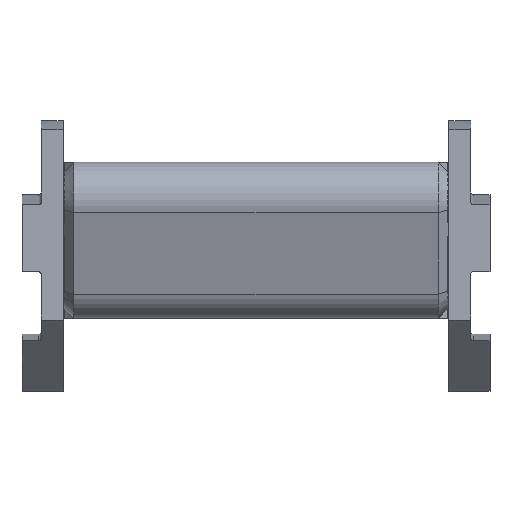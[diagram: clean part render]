
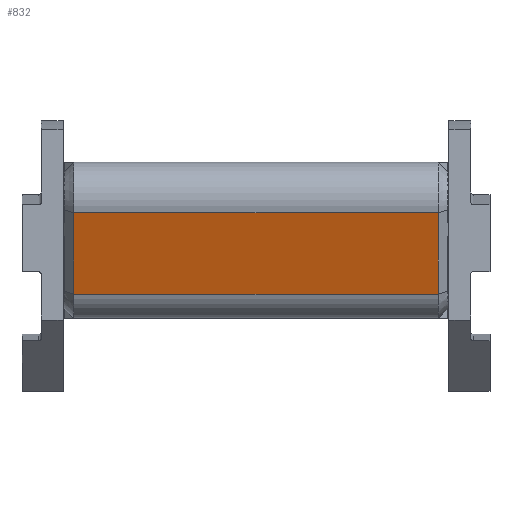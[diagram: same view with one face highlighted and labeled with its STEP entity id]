
A CAD part, front view. The second image highlights one B-rep face of the part: STEP entity #832.
In plain terms, the highlighted planar face has unit normal (0, -0.956, -0.292).
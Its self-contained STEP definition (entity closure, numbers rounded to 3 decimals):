
#832=ADVANCED_FACE('',(#998),#916,.F.);
#916=PLANE('',#2933);
#998=FACE_OUTER_BOUND('',#1134,.T.);
#1134=EDGE_LOOP('',(#1535,#1536,#1537,#1538));
#1535=ORIENTED_EDGE('',*,*,#2076,.F.);
#1536=ORIENTED_EDGE('',*,*,#2077,.T.);
#1537=ORIENTED_EDGE('',*,*,#2078,.T.);
#1538=ORIENTED_EDGE('',*,*,#2079,.T.);
#1845=VERTEX_POINT('',#5254);
#1846=VERTEX_POINT('',#5255);
#1847=VERTEX_POINT('',#5257);
#1848=VERTEX_POINT('',#5259);
#2076=EDGE_CURVE('',#1845,#1846,#2292,.T.);
#2077=EDGE_CURVE('',#1845,#1847,#2293,.T.);
#2078=EDGE_CURVE('',#1847,#1848,#2294,.T.);
#2079=EDGE_CURVE('',#1848,#1846,#2295,.T.);
#2292=LINE('',#5253,#2491);
#2293=LINE('',#5256,#2492);
#2294=LINE('',#5258,#2493);
#2295=LINE('',#5260,#2494);
#2491=VECTOR('',#3392,1.);
#2492=VECTOR('',#3393,1.);
#2493=VECTOR('',#3394,1.);
#2494=VECTOR('',#3395,1.);
#2933=AXIS2_PLACEMENT_3D('',#5261,#3396,#3397);
#3392=DIRECTION('',(-1.,0.,0.));
#3393=DIRECTION('',(0.,-0.292,0.956));
#3394=DIRECTION('',(-1.,0.,0.));
#3395=DIRECTION('',(0.,0.292,-0.956));
#3396=DIRECTION('',(0.,0.956,0.292));
#3397=DIRECTION('',(0.,-0.292,0.956));
#5253=CARTESIAN_POINT('',(786.,-25.424,-190.466));
#5254=CARTESIAN_POINT('',(766.,-25.424,-190.466));
#5255=CARTESIAN_POINT('',(20.,-25.424,-190.466));
#5256=CARTESIAN_POINT('',(766.,-76.504,-23.39));
#5257=CARTESIAN_POINT('',(766.,-76.504,-23.39));
#5258=CARTESIAN_POINT('',(786.,-76.504,-23.39));
#5259=CARTESIAN_POINT('',(20.,-76.504,-23.39));
#5260=CARTESIAN_POINT('',(20.,-76.504,-23.39));
#5261=CARTESIAN_POINT('',(786.,-76.504,-23.39));
